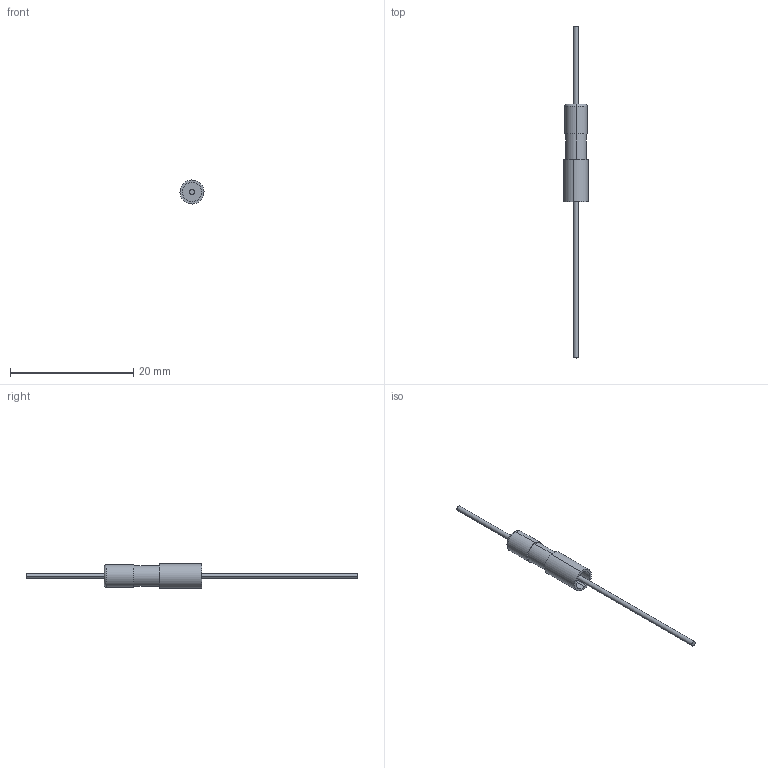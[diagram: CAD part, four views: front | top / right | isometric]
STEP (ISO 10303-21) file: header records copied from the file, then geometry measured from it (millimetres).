
FILE_DESCRIPTION (( 'STEP AP203' ), '1' );
FILE_NAME ('A0070-1-W.STEP', '2011-11-14T15:24:46', ( '' ), ( '' ), 'SwSTEP 2.0', 'SolidWorks 2011', '' );
FILE_SCHEMA (( 'CONFIG_CONTROL_DESIGN' ));
Length unit declared in the file: inch
Products named in the file (1): A0070-1-W
Bounding box: 3.9 x 53.98 x 3.9 mm (x, y, z)
Volume: 164.3 mm3; surface area: 374.6 mm2
Topology: 1 solids, 1 shells, 27 faces, 52 edges, 34 vertices
Faces by surface type: cylinder 14, plane 9, torus 2, cone 2
Entity records: 785 total; most frequent: DIRECTION 144, CARTESIAN_POINT 114, ORIENTED_EDGE 104, AXIS2_PLACEMENT_3D 64, EDGE_CURVE 52, CIRCLE 36, EDGE_LOOP 34, VERTEX_POINT 34
